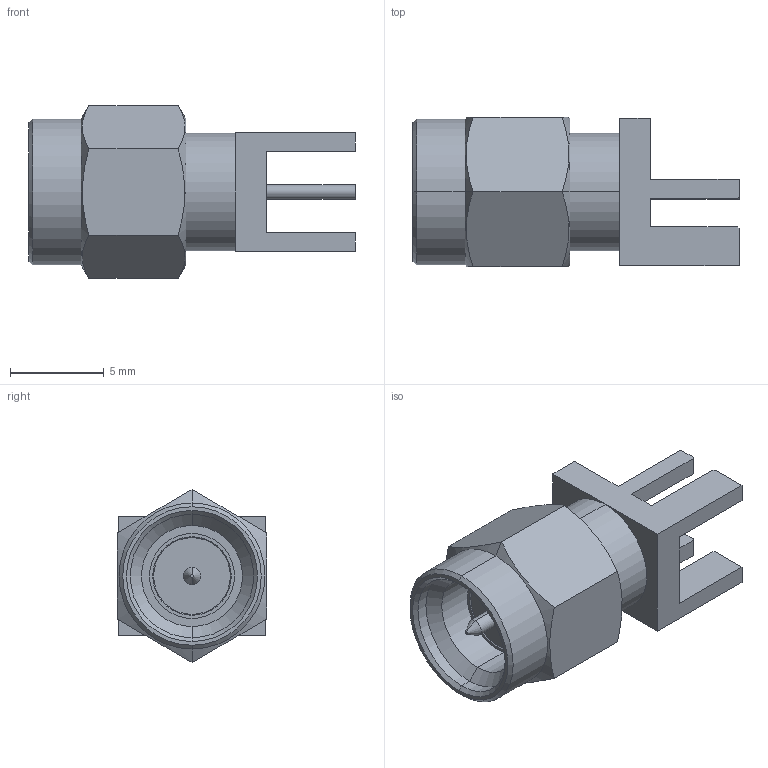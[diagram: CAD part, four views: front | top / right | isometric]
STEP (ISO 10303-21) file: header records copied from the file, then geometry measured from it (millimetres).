
FILE_DESCRIPTION (( 'STEP AP203' ), '1' );
FILE_NAME ('EMPCB.SMAMSTP.NI.STEP', '2021-12-14T13:01:29', ( 'admin' ), ( '' ), 'SwSTEP 2.0', 'SolidWorks 2015', '' );
FILE_SCHEMA (( 'CONFIG_CONTROL_DESIGN' ));
Length unit declared in the file: millimetre
Products named in the file (1): EMPCB.SMAMSTP.NI
Bounding box: 17.45 x 8 x 9.24 mm (x, y, z)
Volume: 529.2 mm3; surface area: 877.4 mm2
Topology: 1 solids, 1 shells, 96 faces, 214 edges, 134 vertices
Faces by surface type: plane 44, cylinder 30, cone 22
Entity records: 2793 total; most frequent: CARTESIAN_POINT 537, DIRECTION 474, ORIENTED_EDGE 428, EDGE_CURVE 214, AXIS2_PLACEMENT_3D 175, VERTEX_POINT 134, LINE 124, VECTOR 124
